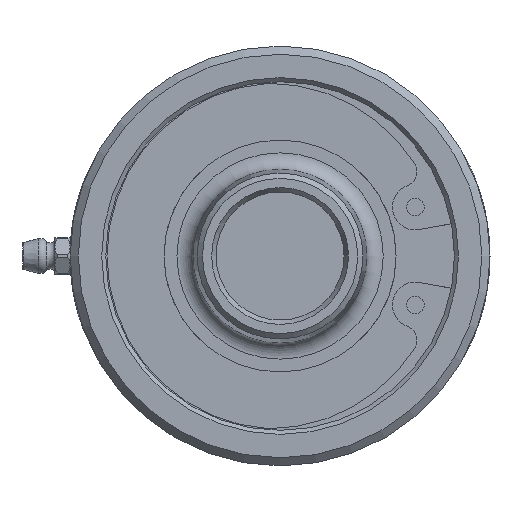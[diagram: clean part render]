
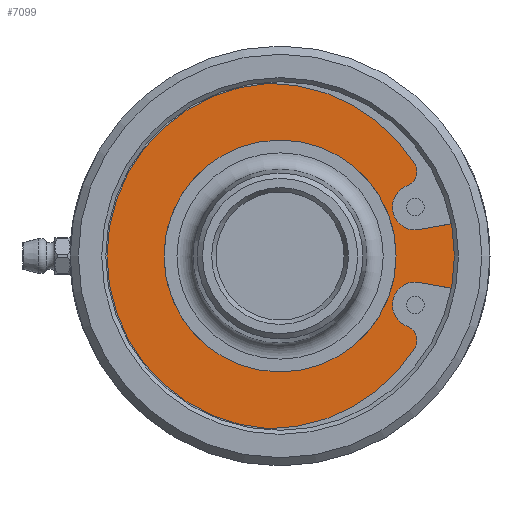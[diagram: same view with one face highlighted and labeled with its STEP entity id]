
A CAD part, left-side view. The second image highlights one B-rep face of the part: STEP entity #7099.
In plain terms, the highlighted planar face has unit normal (-1, 0, 0).
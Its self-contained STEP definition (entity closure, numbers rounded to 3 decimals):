
#171=FACE_BOUND('',#2411,.T.);
#661=LINE('',#55568,#1029);
#663=LINE('',#55572,#1031);
#1029=VECTOR('',#8665,5.522);
#1031=VECTOR('',#8669,5.522);
#1328=CIRCLE('',#7454,34.81);
#1329=CIRCLE('',#7456,34.81);
#1330=CIRCLE('',#7458,4.474);
#1336=CIRCLE('',#7469,33.733);
#1338=CIRCLE('',#7472,2.949);
#1340=CIRCLE('',#7475,4.474);
#1342=CIRCLE('',#7478,2.949);
#1344=CIRCLE('',#7481,33.733);
#1346=CIRCLE('',#7484,33.806);
#1450=CIRCLE('',#7655,22.65);
#1451=CIRCLE('',#7656,22.65);
#1464=CIRCLE('',#7681,36.9);
#1584=PLANE('',#7680);
#1974=FACE_OUTER_BOUND('',#2410,.T.);
#2410=EDGE_LOOP('',(#6593,#6594,#6595,#6596,#6597,#6598,#6599,#6600,#6601,
#6602,#6603,#6604));
#2411=EDGE_LOOP('',(#6605,#6606));
#3262=VERTEX_POINT('',#55513);
#3263=VERTEX_POINT('',#55532);
#3264=VERTEX_POINT('',#55536);
#3265=VERTEX_POINT('',#55555);
#3266=VERTEX_POINT('',#55559);
#3267=VERTEX_POINT('',#55560);
#3270=VERTEX_POINT('',#55571);
#3276=VERTEX_POINT('',#55589);
#3277=VERTEX_POINT('',#55590);
#3280=VERTEX_POINT('',#55601);
#3282=VERTEX_POINT('',#55607);
#3284=VERTEX_POINT('',#55613);
#3412=VERTEX_POINT('',#56117);
#3413=VERTEX_POINT('',#56118);
#4246=EDGE_CURVE('',#3262,#3263,#1328,.T.);
#4248=EDGE_CURVE('',#3265,#3264,#1329,.T.);
#4250=EDGE_CURVE('',#3266,#3267,#1330,.T.);
#4254=EDGE_CURVE('',#3263,#3266,#661,.T.);
#4256=EDGE_CURVE('',#3270,#3265,#663,.T.);
#4265=EDGE_CURVE('',#3276,#3277,#1336,.T.);
#4269=EDGE_CURVE('',#3267,#3276,#1338,.T.);
#4271=EDGE_CURVE('',#3280,#3270,#1340,.T.);
#4274=EDGE_CURVE('',#3282,#3280,#1342,.T.);
#4277=EDGE_CURVE('',#3284,#3282,#1344,.T.);
#4280=EDGE_CURVE('',#3277,#3284,#1346,.T.);
#4470=EDGE_CURVE('',#3412,#3413,#1450,.T.);
#4471=EDGE_CURVE('',#3413,#3412,#1451,.T.);
#4492=EDGE_CURVE('',#3262,#3264,#1464,.T.);
#6593=ORIENTED_EDGE('',*,*,#4248,.T.);
#6594=ORIENTED_EDGE('',*,*,#4492,.F.);
#6595=ORIENTED_EDGE('',*,*,#4246,.T.);
#6596=ORIENTED_EDGE('',*,*,#4254,.T.);
#6597=ORIENTED_EDGE('',*,*,#4250,.T.);
#6598=ORIENTED_EDGE('',*,*,#4269,.T.);
#6599=ORIENTED_EDGE('',*,*,#4265,.T.);
#6600=ORIENTED_EDGE('',*,*,#4280,.T.);
#6601=ORIENTED_EDGE('',*,*,#4277,.T.);
#6602=ORIENTED_EDGE('',*,*,#4274,.T.);
#6603=ORIENTED_EDGE('',*,*,#4271,.T.);
#6604=ORIENTED_EDGE('',*,*,#4256,.T.);
#6605=ORIENTED_EDGE('',*,*,#4470,.T.);
#6606=ORIENTED_EDGE('',*,*,#4471,.T.);
#7099=ADVANCED_FACE('',(#1974,#171),#1584,.T.);
#7454=AXIS2_PLACEMENT_3D('',#55534,#8648,#8649);
#7456=AXIS2_PLACEMENT_3D('',#55556,#8652,#8653);
#7458=AXIS2_PLACEMENT_3D('',#55561,#8657,#8658);
#7469=AXIS2_PLACEMENT_3D('',#55591,#8688,#8689);
#7472=AXIS2_PLACEMENT_3D('',#55598,#8696,#8697);
#7475=AXIS2_PLACEMENT_3D('',#55602,#8702,#8703);
#7478=AXIS2_PLACEMENT_3D('',#55608,#8709,#8710);
#7481=AXIS2_PLACEMENT_3D('',#55614,#8716,#8717);
#7484=AXIS2_PLACEMENT_3D('',#55619,#8723,#8724);
#7655=AXIS2_PLACEMENT_3D('',#56119,#9107,#9108);
#7656=AXIS2_PLACEMENT_3D('',#56120,#9109,#9110);
#7680=AXIS2_PLACEMENT_3D('',#56164,#9165,#9166);
#7681=AXIS2_PLACEMENT_3D('',#56165,#9167,#9168);
#8648=DIRECTION('center_axis',(1.,0.,0.));
#8649=DIRECTION('ref_axis',(0.,1.,0.));
#8652=DIRECTION('center_axis',(1.,0.,0.));
#8653=DIRECTION('ref_axis',(0.,1.,0.));
#8657=DIRECTION('center_axis',(1.,0.,0.));
#8658=DIRECTION('ref_axis',(0.,0.355,0.935));
#8665=DIRECTION('',(0.,0.985,-0.174));
#8669=DIRECTION('',(0.,-0.985,-0.174));
#8688=DIRECTION('center_axis',(-1.,0.,0.));
#8689=DIRECTION('ref_axis',(0.,0.849,-0.528));
#8696=DIRECTION('center_axis',(-1.,0.,0.));
#8697=DIRECTION('ref_axis',(0.,0.355,0.935));
#8702=DIRECTION('center_axis',(1.,0.,0.));
#8703=DIRECTION('ref_axis',(0.,-0.046,0.999));
#8709=DIRECTION('center_axis',(-1.,0.,0.));
#8710=DIRECTION('ref_axis',(0.,0.893,0.451));
#8716=DIRECTION('center_axis',(-1.,0.,0.));
#8717=DIRECTION('ref_axis',(0.,0.,1.));
#8723=DIRECTION('center_axis',(-1.,0.,0.));
#8724=DIRECTION('ref_axis',(0.,-0.066,-0.998));
#9107=DIRECTION('center_axis',(1.,0.,0.));
#9108=DIRECTION('ref_axis',(0.,0.,1.));
#9109=DIRECTION('center_axis',(1.,0.,0.));
#9110=DIRECTION('ref_axis',(0.,0.,1.));
#9165=DIRECTION('center_axis',(-1.,0.,0.));
#9166=DIRECTION('ref_axis',(0.,0.,1.));
#9167=DIRECTION('center_axis',(1.,0.,0.));
#9168=DIRECTION('ref_axis',(0.,1.,0.));
#55513=CARTESIAN_POINT('',(5.86,34.796,12.283));
#55532=CARTESIAN_POINT('',(5.86,-32.057,6.045));
#55534=CARTESIAN_POINT('Origin',(5.86,2.225,0.));
#55536=CARTESIAN_POINT('',(5.86,34.796,-12.283));
#55555=CARTESIAN_POINT('',(5.86,-32.057,-6.045));
#55556=CARTESIAN_POINT('Origin',(5.86,2.225,0.));
#55559=CARTESIAN_POINT('',(5.86,-26.618,5.086));
#55560=CARTESIAN_POINT('',(5.86,-24.828,13.738));
#55561=CARTESIAN_POINT('Origin',(5.86,-26.414,9.555));
#55568=CARTESIAN_POINT('',(5.86,-32.057,6.045));
#55571=CARTESIAN_POINT('',(5.86,-26.618,-5.086));
#55572=CARTESIAN_POINT('',(5.86,-26.618,-5.086));
#55589=CARTESIAN_POINT('',(5.86,-26.414,17.825));
#55590=CARTESIAN_POINT('',(5.86,2.225,33.733));
#55591=CARTESIAN_POINT('Origin',(5.86,2.225,0.));
#55598=CARTESIAN_POINT('Origin',(5.86,-23.782,16.495));
#55601=CARTESIAN_POINT('',(5.86,-24.828,-13.738));
#55602=CARTESIAN_POINT('Origin',(5.86,-26.414,-9.555));
#55607=CARTESIAN_POINT('',(5.86,-26.414,-17.825));
#55608=CARTESIAN_POINT('Origin',(5.86,-23.782,-16.495));
#55613=CARTESIAN_POINT('',(5.86,2.225,-33.733));
#55614=CARTESIAN_POINT('Origin',(5.86,2.225,0.));
#55619=CARTESIAN_POINT('Origin',(5.86,0.,0.));
#56117=CARTESIAN_POINT('',(5.86,0.,22.65));
#56118=CARTESIAN_POINT('',(5.86,0.,-22.65));
#56119=CARTESIAN_POINT('Origin',(5.86,0.,0.));
#56120=CARTESIAN_POINT('Origin',(5.86,0.,0.));
#56164=CARTESIAN_POINT('Origin',(5.86,28.45,0.));
#56165=CARTESIAN_POINT('Origin',(5.86,0.,0.));
